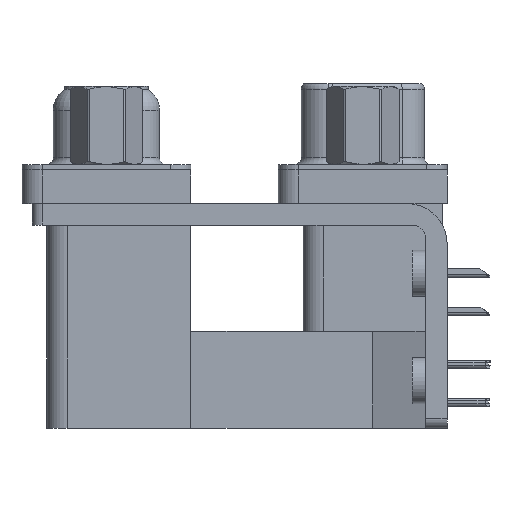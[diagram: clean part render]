
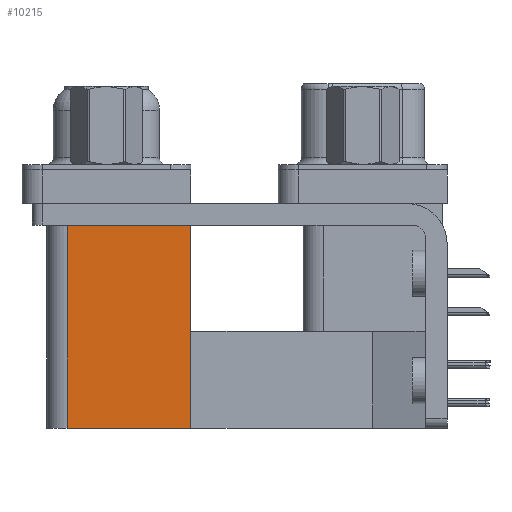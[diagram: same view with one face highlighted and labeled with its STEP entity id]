
A CAD part, left-side view. The second image highlights one B-rep face of the part: STEP entity #10215.
In plain terms, the highlighted planar face has unit normal (-1, 0, 0).
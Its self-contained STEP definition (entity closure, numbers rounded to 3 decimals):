
#948 = VERTEX_POINT ( 'NONE', #40857 ) ;
#3110 = EDGE_CURVE ( 'NONE', #8643, #13337, #6620, .T. ) ;
#3161 = CARTESIAN_POINT ( 'NONE',  ( 3.79, 21.975, -2.5 ) ) ;
#3242 = EDGE_CURVE ( 'NONE', #8643, #948, #10919, .T. ) ;
#4723 = FACE_OUTER_BOUND ( 'NONE', #23557, .T. ) ;
#5811 = CARTESIAN_POINT ( 'NONE',  ( 3.79, 12.775, -2.5 ) ) ;
#6346 = VECTOR ( 'NONE', #31631, 1000. ) ;
#6368 = CARTESIAN_POINT ( 'NONE',  ( 3.79, 21.975, -19.2 ) ) ;
#6620 = LINE ( 'NONE', #13185, #24333 ) ;
#7059 = DIRECTION ( 'NONE',  ( 0., 1., 0. ) ) ;
#7381 = AXIS2_PLACEMENT_3D ( 'NONE', #18683, #32411, #19971 ) ;
#8098 = PLANE ( 'NONE',  #7381 ) ;
#8643 = VERTEX_POINT ( 'NONE', #23690 ) ;
#10215 = ADVANCED_FACE ( 'NONE', ( #4723 ), #8098, .F. ) ;
#10919 = LINE ( 'NONE', #42423, #6346 ) ;
#13185 = CARTESIAN_POINT ( 'NONE',  ( 3.79, 12.775, -19.2 ) ) ;
#13337 = VERTEX_POINT ( 'NONE', #6368 ) ;
#14426 = LINE ( 'NONE', #28171, #22458 ) ;
#15543 = DIRECTION ( 'NONE',  ( 0., 1., 0. ) ) ;
#18683 = CARTESIAN_POINT ( 'NONE',  ( 3.79, 12.775, -19.2 ) ) ;
#19398 = VECTOR ( 'NONE', #15543, 1000. ) ;
#19547 = ORIENTED_EDGE ( 'NONE', *, *, #42175, .T. ) ;
#19576 = LINE ( 'NONE', #5811, #19398 ) ;
#19963 = ORIENTED_EDGE ( 'NONE', *, *, #3242, .T. ) ;
#19971 = DIRECTION ( 'NONE',  ( 0., 1., 0. ) ) ;
#21455 = ORIENTED_EDGE ( 'NONE', *, *, #3110, .F. ) ;
#22458 = VECTOR ( 'NONE', #38947, 1000. ) ;
#23557 = EDGE_LOOP ( 'NONE', ( #19547, #30619, #21455, #19963 ) ) ;
#23690 = CARTESIAN_POINT ( 'NONE',  ( 3.79, 12.775, -19.2 ) ) ;
#24333 = VECTOR ( 'NONE', #7059, 1000. ) ;
#28171 = CARTESIAN_POINT ( 'NONE',  ( 3.79, 21.975, -19.2 ) ) ;
#28986 = VERTEX_POINT ( 'NONE', #3161 ) ;
#30619 = ORIENTED_EDGE ( 'NONE', *, *, #32476, .F. ) ;
#31631 = DIRECTION ( 'NONE',  ( 0., 0., 1. ) ) ;
#32411 = DIRECTION ( 'NONE',  ( 1., 0., 0. ) ) ;
#32476 = EDGE_CURVE ( 'NONE', #13337, #28986, #14426, .T. ) ;
#38947 = DIRECTION ( 'NONE',  ( 0., 0., 1. ) ) ;
#40857 = CARTESIAN_POINT ( 'NONE',  ( 3.79, 12.775, -2.5 ) ) ;
#42175 = EDGE_CURVE ( 'NONE', #948, #28986, #19576, .T. ) ;
#42423 = CARTESIAN_POINT ( 'NONE',  ( 3.79, 12.775, -19.2 ) ) ;
